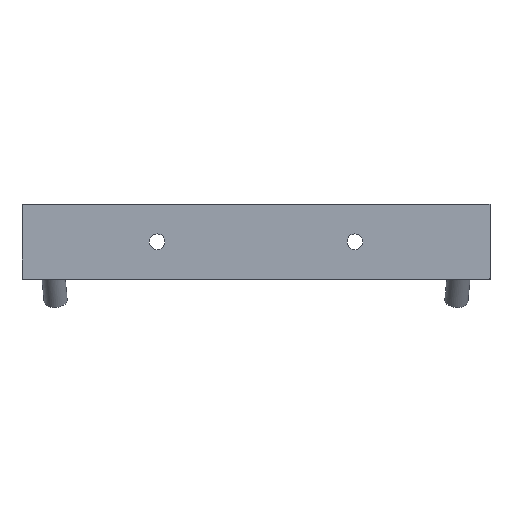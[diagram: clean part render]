
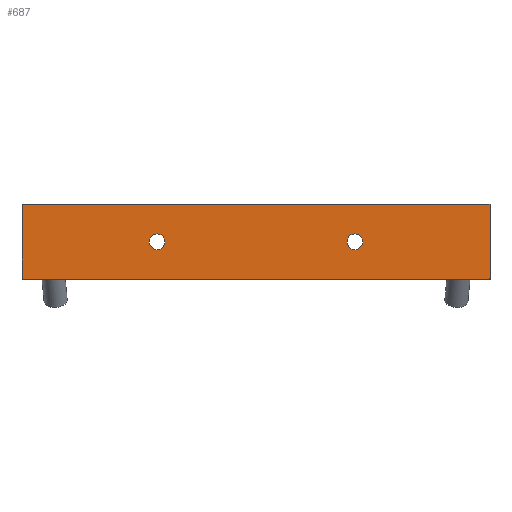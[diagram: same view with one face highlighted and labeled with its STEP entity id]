
A CAD part, left-side view. The second image highlights one B-rep face of the part: STEP entity #687.
In plain terms, the highlighted planar face has unit normal (-1, 0, 0).
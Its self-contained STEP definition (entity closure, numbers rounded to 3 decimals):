
#21=FACE_BOUND('',#148,.T.);
#22=FACE_BOUND('',#149,.T.);
#103=FACE_OUTER_BOUND('',#147,.T.);
#147=EDGE_LOOP('',(#570,#571,#572,#573));
#148=EDGE_LOOP('',(#574));
#149=EDGE_LOOP('',(#575));
#192=CIRCLE('',#781,2.1);
#193=CIRCLE('',#782,2.1);
#220=LINE('',#1708,#256);
#221=LINE('',#1710,#257);
#222=LINE('',#1712,#258);
#223=LINE('',#1713,#259);
#256=VECTOR('',#958,10.);
#257=VECTOR('',#959,10.);
#258=VECTOR('',#960,10.);
#259=VECTOR('',#961,10.);
#326=VERTEX_POINT('',#1706);
#327=VERTEX_POINT('',#1707);
#328=VERTEX_POINT('',#1709);
#329=VERTEX_POINT('',#1711);
#330=VERTEX_POINT('',#1714);
#331=VERTEX_POINT('',#1716);
#417=EDGE_CURVE('',#326,#327,#220,.T.);
#418=EDGE_CURVE('',#327,#328,#221,.T.);
#419=EDGE_CURVE('',#328,#329,#222,.T.);
#420=EDGE_CURVE('',#329,#326,#223,.T.);
#421=EDGE_CURVE('',#330,#330,#192,.T.);
#422=EDGE_CURVE('',#331,#331,#193,.T.);
#570=ORIENTED_EDGE('',*,*,#417,.T.);
#571=ORIENTED_EDGE('',*,*,#418,.T.);
#572=ORIENTED_EDGE('',*,*,#419,.T.);
#573=ORIENTED_EDGE('',*,*,#420,.T.);
#574=ORIENTED_EDGE('',*,*,#421,.F.);
#575=ORIENTED_EDGE('',*,*,#422,.F.);
#654=PLANE('',#780);
#687=ADVANCED_FACE('',(#103,#21,#22),#654,.F.);
#780=AXIS2_PLACEMENT_3D('',#1705,#956,#957);
#781=AXIS2_PLACEMENT_3D('',#1715,#962,#963);
#782=AXIS2_PLACEMENT_3D('',#1717,#964,#965);
#956=DIRECTION('center_axis',(1.,0.,0.));
#957=DIRECTION('ref_axis',(0.,1.,0.));
#958=DIRECTION('',(0.,1.,0.));
#959=DIRECTION('',(0.,0.,-1.));
#960=DIRECTION('',(0.,-1.,0.));
#961=DIRECTION('',(0.,0.,1.));
#962=DIRECTION('center_axis',(-1.,0.,0.));
#963=DIRECTION('ref_axis',(0.,1.,0.));
#964=DIRECTION('center_axis',(-1.,0.,0.));
#965=DIRECTION('ref_axis',(0.,1.,0.));
#1705=CARTESIAN_POINT('Origin',(1.,0.,50.9));
#1706=CARTESIAN_POINT('',(1.,-62.5,60.9));
#1707=CARTESIAN_POINT('',(1.,62.5,60.9));
#1708=CARTESIAN_POINT('',(1.,-62.5,60.9));
#1709=CARTESIAN_POINT('',(1.,62.5,40.9));
#1710=CARTESIAN_POINT('',(1.,62.5,60.9));
#1711=CARTESIAN_POINT('',(1.,-62.5,40.9));
#1712=CARTESIAN_POINT('',(1.,62.5,40.9));
#1713=CARTESIAN_POINT('',(1.,-62.5,40.9));
#1714=CARTESIAN_POINT('',(1.,24.317,50.9));
#1715=CARTESIAN_POINT('Origin',(1.,26.417,50.9));
#1716=CARTESIAN_POINT('',(1.,-28.517,50.9));
#1717=CARTESIAN_POINT('Origin',(1.,-26.417,50.9));
